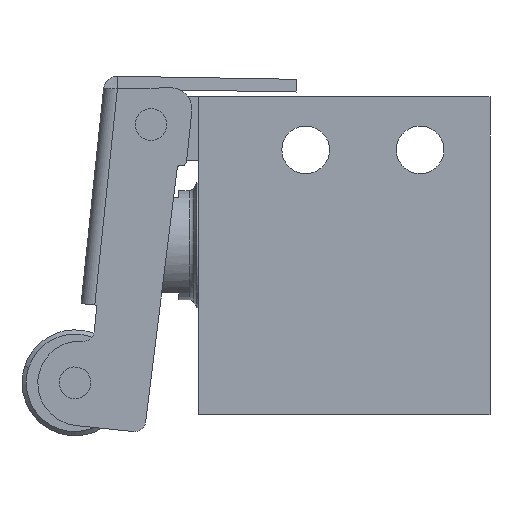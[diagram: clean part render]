
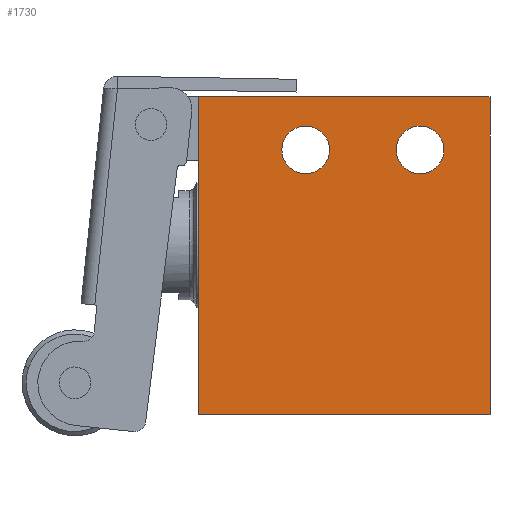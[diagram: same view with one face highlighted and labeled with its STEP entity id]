
A CAD part, front view. The second image highlights one B-rep face of the part: STEP entity #1730.
In plain terms, the highlighted planar face has unit normal (0, -1, 0).
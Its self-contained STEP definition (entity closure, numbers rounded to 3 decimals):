
#32 = CIRCLE ( 'NONE', #1140, 2.25 ) ;
#151 = VECTOR ( 'NONE', #853, 1000. ) ;
#197 = CARTESIAN_POINT ( 'NONE',  ( 17.25, -7.5, 15. ) ) ;
#339 = CARTESIAN_POINT ( 'NONE',  ( -0.15, -7.5, 7.75 ) ) ;
#357 = VERTEX_POINT ( 'NONE', #5996 ) ;
#399 = ORIENTED_EDGE ( 'NONE', *, *, #3569, .T. ) ;
#408 = CIRCLE ( 'NONE', #6222, 2.25 ) ;
#440 = EDGE_CURVE ( 'NONE', #357, #3466, #6605, .T. ) ;
#529 = EDGE_CURVE ( 'NONE', #5124, #6940, #408, .T. ) ;
#607 = ORIENTED_EDGE ( 'NONE', *, *, #440, .T. ) ;
#651 = LINE ( 'NONE', #6433, #4928 ) ;
#853 = DIRECTION ( 'NONE',  ( 1., 0., 0. ) ) ;
#883 = FACE_OUTER_BOUND ( 'NONE', #6699, .T. ) ;
#1140 = AXIS2_PLACEMENT_3D ( 'NONE', #1362, #5279, #1934 ) ;
#1239 = CARTESIAN_POINT ( 'NONE',  ( 17.25, -7.5, -15. ) ) ;
#1319 = CARTESIAN_POINT ( 'NONE',  ( 10.65, -7.5, 12.25 ) ) ;
#1333 = VECTOR ( 'NONE', #4084, 1000. ) ;
#1362 = CARTESIAN_POINT ( 'NONE',  ( 10.65, -7.5, 10. ) ) ;
#1398 = VERTEX_POINT ( 'NONE', #2871 ) ;
#1455 = ORIENTED_EDGE ( 'NONE', *, *, #3035, .F. ) ;
#1730 = ADVANCED_FACE ( 'NONE', ( #2376, #6833, #883 ), #4170, .T. ) ;
#1768 = DIRECTION ( 'NONE',  ( 0., 1., 0. ) ) ;
#1920 = ORIENTED_EDGE ( 'NONE', *, *, #4220, .T. ) ;
#1934 = DIRECTION ( 'NONE',  ( 0., 0., 1. ) ) ;
#2077 = CARTESIAN_POINT ( 'NONE',  ( 10.65, -7.5, 10. ) ) ;
#2109 = ORIENTED_EDGE ( 'NONE', *, *, #6254, .F. ) ;
#2376 = FACE_BOUND ( 'NONE', #2721, .T. ) ;
#2667 = VECTOR ( 'NONE', #4651, 1000. ) ;
#2721 = EDGE_LOOP ( 'NONE', ( #1920, #3038 ) ) ;
#2871 = CARTESIAN_POINT ( 'NONE',  ( 17.25, -7.5, 15. ) ) ;
#3035 = EDGE_CURVE ( 'NONE', #3096, #1398, #4407, .T. ) ;
#3038 = ORIENTED_EDGE ( 'NONE', *, *, #529, .T. ) ;
#3096 = VERTEX_POINT ( 'NONE', #5968 ) ;
#3171 = CARTESIAN_POINT ( 'NONE',  ( -0.15, -7.5, 10. ) ) ;
#3300 = DIRECTION ( 'NONE',  ( 0., 0., -1. ) ) ;
#3320 = ORIENTED_EDGE ( 'NONE', *, *, #6247, .F. ) ;
#3424 = CARTESIAN_POINT ( 'NONE',  ( -0.15, -7.5, 10. ) ) ;
#3466 = VERTEX_POINT ( 'NONE', #1319 ) ;
#3569 = EDGE_CURVE ( 'NONE', #3096, #5742, #651, .T. ) ;
#3707 = DIRECTION ( 'NONE',  ( 0., 0., 1. ) ) ;
#4069 = EDGE_CURVE ( 'NONE', #3466, #357, #32, .T. ) ;
#4084 = DIRECTION ( 'NONE',  ( 0., 0., -1. ) ) ;
#4170 = PLANE ( 'NONE',  #4212 ) ;
#4212 = AXIS2_PLACEMENT_3D ( 'NONE', #4550, #6372, #3300 ) ;
#4220 = EDGE_CURVE ( 'NONE', #6940, #5124, #5885, .T. ) ;
#4307 = LINE ( 'NONE', #197, #1333 ) ;
#4407 = LINE ( 'NONE', #5351, #151 ) ;
#4474 = ORIENTED_EDGE ( 'NONE', *, *, #4069, .T. ) ;
#4550 = CARTESIAN_POINT ( 'NONE',  ( 0., -7.5, 0. ) ) ;
#4651 = DIRECTION ( 'NONE',  ( -1., 0., 0. ) ) ;
#4815 = CARTESIAN_POINT ( 'NONE',  ( -0.15, -7.5, 12.25 ) ) ;
#4928 = VECTOR ( 'NONE', #5892, 1000. ) ;
#5124 = VERTEX_POINT ( 'NONE', #339 ) ;
#5279 = DIRECTION ( 'NONE',  ( 0., 1., 0. ) ) ;
#5351 = CARTESIAN_POINT ( 'NONE',  ( -17.25, -7.5, 15. ) ) ;
#5513 = EDGE_LOOP ( 'NONE', ( #4474, #607 ) ) ;
#5542 = DIRECTION ( 'NONE',  ( 0., 1., 0. ) ) ;
#5742 = VERTEX_POINT ( 'NONE', #5827 ) ;
#5802 = DIRECTION ( 'NONE',  ( 0., 0., 1. ) ) ;
#5827 = CARTESIAN_POINT ( 'NONE',  ( -10.25, -7.5, -15. ) ) ;
#5885 = CIRCLE ( 'NONE', #6763, 2.25 ) ;
#5892 = DIRECTION ( 'NONE',  ( 0., 0., -1. ) ) ;
#5968 = CARTESIAN_POINT ( 'NONE',  ( -10.25, -7.5, 15. ) ) ;
#5996 = CARTESIAN_POINT ( 'NONE',  ( 10.65, -7.5, 7.75 ) ) ;
#6186 = VERTEX_POINT ( 'NONE', #1239 ) ;
#6222 = AXIS2_PLACEMENT_3D ( 'NONE', #3424, #1768, #6848 ) ;
#6247 = EDGE_CURVE ( 'NONE', #1398, #6186, #4307, .T. ) ;
#6254 = EDGE_CURVE ( 'NONE', #6186, #5742, #7121, .T. ) ;
#6372 = DIRECTION ( 'NONE',  ( 0., -1., 0. ) ) ;
#6433 = CARTESIAN_POINT ( 'NONE',  ( -10.25, -7.5, -15. ) ) ;
#6605 = CIRCLE ( 'NONE', #7111, 2.25 ) ;
#6699 = EDGE_LOOP ( 'NONE', ( #1455, #399, #2109, #3320 ) ) ;
#6763 = AXIS2_PLACEMENT_3D ( 'NONE', #3171, #7073, #3707 ) ;
#6833 = FACE_BOUND ( 'NONE', #5513, .T. ) ;
#6842 = CARTESIAN_POINT ( 'NONE',  ( -17.25, -7.5, -15. ) ) ;
#6848 = DIRECTION ( 'NONE',  ( 0., 0., 1. ) ) ;
#6940 = VERTEX_POINT ( 'NONE', #4815 ) ;
#7073 = DIRECTION ( 'NONE',  ( 0., 1., 0. ) ) ;
#7111 = AXIS2_PLACEMENT_3D ( 'NONE', #2077, #5542, #5802 ) ;
#7121 = LINE ( 'NONE', #6842, #2667 ) ;
